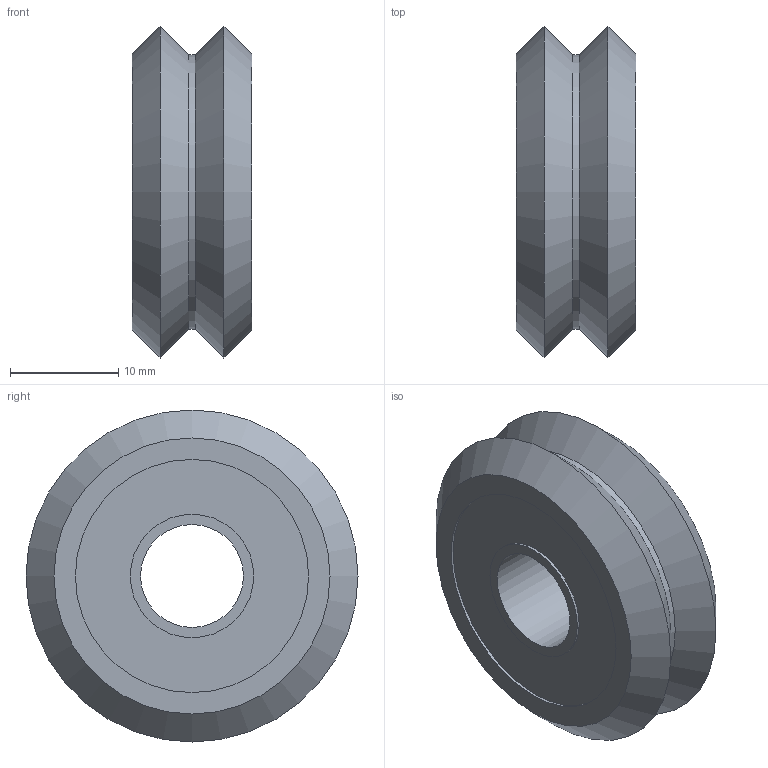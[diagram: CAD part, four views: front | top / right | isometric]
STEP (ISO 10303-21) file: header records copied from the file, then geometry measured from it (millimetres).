
FILE_DESCRIPTION(/* description */ (''),/* implementation_level */ '2;1');
FILE_NAME(/* name */ 'bearing RM2 2RS.step',/* time_stamp */ '2018-02-10T14:33:07-05:00',/* author */ ('oliver.lewis.art'),/* organization */ (''),/* preprocessor_version */ 'ST-DEVELOPER v16.13',/* originating_system */ 'Autodesk Translation Framework v6.5.0.72',/* authorisation */ '');
FILE_SCHEMA (('AUTOMOTIVE_DESIGN { 1 0 10303 214 3 1 1 }'));
Length unit declared in the file: millimetre
Products named in the file (1): bearing_RM2_2RS v1
Bounding box: 11.1 x 30.73 x 30.73 mm (x, y, z)
Volume: 5913.7 mm3; surface area: 2627.6 mm2
Topology: 1 solids, 1 shells, 16 faces, 32 edges, 22 vertices
Faces by surface type: cylinder 6, plane 6, cone 4
Full cylindrical faces by diameter (mm): 9.525 x1, 11.43 x2, 21.59 x2, 25.4 x1
Entity records: 478 total; most frequent: DIRECTION 88, CARTESIAN_POINT 71, ORIENTED_EDGE 64, AXIS2_PLACEMENT_3D 39, EDGE_CURVE 32, EDGE_LOOP 22, CIRCLE 22, VERTEX_POINT 22
